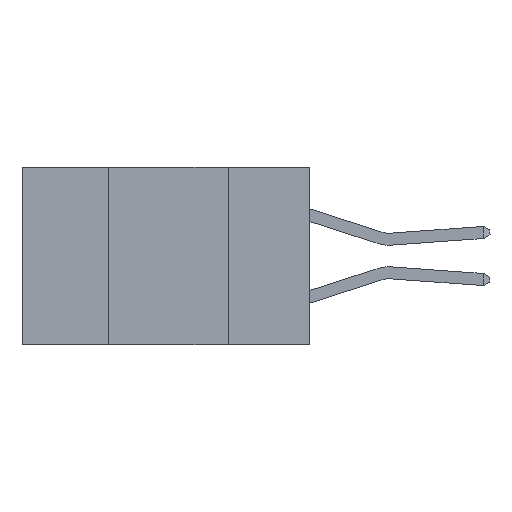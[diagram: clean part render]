
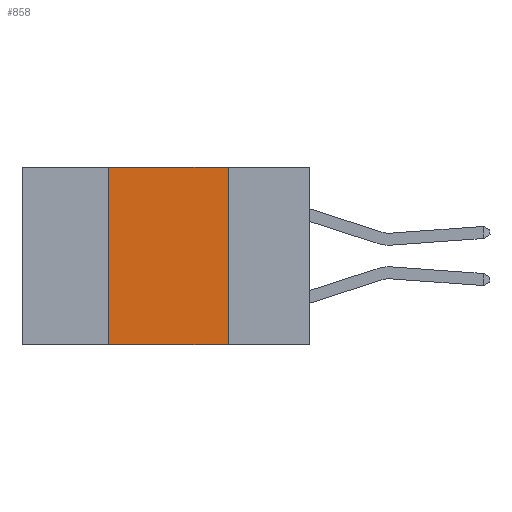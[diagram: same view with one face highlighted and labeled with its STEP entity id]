
A CAD part, left-side view. The second image highlights one B-rep face of the part: STEP entity #858.
In plain terms, the highlighted planar face has unit normal (-1, 0, 0).
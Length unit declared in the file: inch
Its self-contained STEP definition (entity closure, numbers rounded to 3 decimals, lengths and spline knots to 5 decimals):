
#324 = CARTESIAN_POINT ( 'NONE',  ( 0., 0.42, -0.37 ) ) ;
#858 = ADVANCED_FACE ( 'NONE', ( #9187 ), #5933, .F. ) ;
#1267 = VECTOR ( 'NONE', #7154, 39.37008 ) ;
#1407 = DIRECTION ( 'NONE',  ( 0., -1., 0. ) ) ;
#1876 = EDGE_CURVE ( 'NONE', #8899, #8276, #5574, .T. ) ;
#2242 = LINE ( 'NONE', #2517, #8188 ) ;
#2439 = CARTESIAN_POINT ( 'NONE',  ( 0., 0.42, 0. ) ) ;
#2517 = CARTESIAN_POINT ( 'NONE',  ( 0., 0.6, -0.37 ) ) ;
#2848 = ORIENTED_EDGE ( 'NONE', *, *, #3295, .T. ) ;
#3178 = EDGE_LOOP ( 'NONE', ( #8398, #4023, #3804, #2848 ) ) ;
#3284 = DIRECTION ( 'NONE',  ( 0., -1., 0. ) ) ;
#3295 = EDGE_CURVE ( 'NONE', #8153, #8677, #2242, .T. ) ;
#3651 = CARTESIAN_POINT ( 'NONE',  ( 0., 0.17, -0.37 ) ) ;
#3804 = ORIENTED_EDGE ( 'NONE', *, *, #3865, .F. ) ;
#3860 = CARTESIAN_POINT ( 'NONE',  ( 0., 0.17, 0. ) ) ;
#3865 = EDGE_CURVE ( 'NONE', #8153, #8899, #7466, .T. ) ;
#4023 = ORIENTED_EDGE ( 'NONE', *, *, #1876, .F. ) ;
#4235 = VECTOR ( 'NONE', #5150, 39.37008 ) ;
#4433 = EDGE_CURVE ( 'NONE', #8276, #8677, #6447, .T. ) ;
#5088 = VECTOR ( 'NONE', #1407, 39.37008 ) ;
#5150 = DIRECTION ( 'NONE',  ( 0., 0., -1. ) ) ;
#5333 = CARTESIAN_POINT ( 'NONE',  ( 0., 0.17, 0. ) ) ;
#5574 = LINE ( 'NONE', #7668, #5088 ) ;
#5732 = AXIS2_PLACEMENT_3D ( 'NONE', #6656, #5920, #6077 ) ;
#5920 = DIRECTION ( 'NONE',  ( 1., 0., 0. ) ) ;
#5933 = PLANE ( 'NONE',  #5732 ) ;
#6077 = DIRECTION ( 'NONE',  ( 0., 0., -1. ) ) ;
#6447 = LINE ( 'NONE', #3860, #4235 ) ;
#6656 = CARTESIAN_POINT ( 'NONE',  ( 0., 0.6, 0. ) ) ;
#7154 = DIRECTION ( 'NONE',  ( 0., 0., 1. ) ) ;
#7434 = CARTESIAN_POINT ( 'NONE',  ( 0., 0.42, 0. ) ) ;
#7466 = LINE ( 'NONE', #7434, #1267 ) ;
#7668 = CARTESIAN_POINT ( 'NONE',  ( 0., 0.6, 0. ) ) ;
#8153 = VERTEX_POINT ( 'NONE', #324 ) ;
#8188 = VECTOR ( 'NONE', #3284, 39.37008 ) ;
#8276 = VERTEX_POINT ( 'NONE', #5333 ) ;
#8398 = ORIENTED_EDGE ( 'NONE', *, *, #4433, .F. ) ;
#8677 = VERTEX_POINT ( 'NONE', #3651 ) ;
#8899 = VERTEX_POINT ( 'NONE', #2439 ) ;
#9187 = FACE_OUTER_BOUND ( 'NONE', #3178, .T. ) ;
